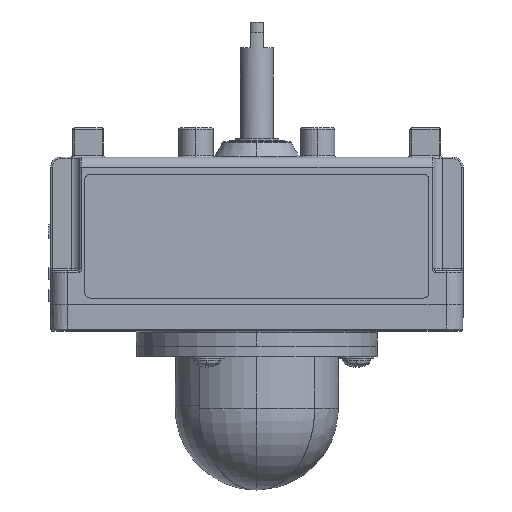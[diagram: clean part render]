
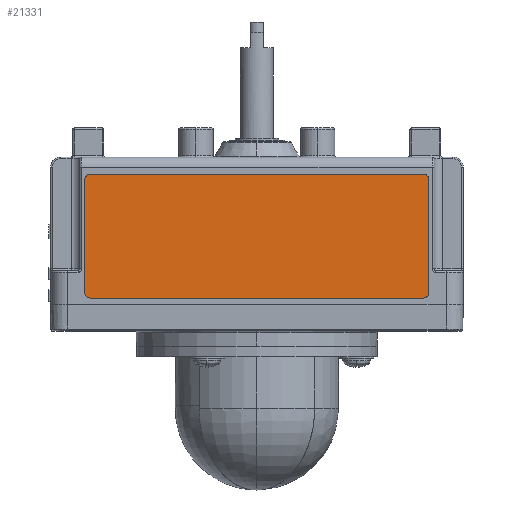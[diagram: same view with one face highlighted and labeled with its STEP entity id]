
A CAD part, top view. The second image highlights one B-rep face of the part: STEP entity #21331.
In plain terms, the highlighted planar face has unit normal (0, 0, 1).
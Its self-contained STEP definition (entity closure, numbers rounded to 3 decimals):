
#759 = EDGE_CURVE ( 'NONE', #32076, #7407, #1000, .T. ) ;
#1000 = CIRCLE ( 'NONE', #30618, 1.53 ) ;
#1487 = DIRECTION ( 'NONE',  ( 0., 0., 1. ) ) ;
#1550 = AXIS2_PLACEMENT_3D ( 'NONE', #7827, #26527, #10500 ) ;
#3435 = CARTESIAN_POINT ( 'NONE',  ( -72.533, 4., 35.543 ) ) ;
#3529 = EDGE_LOOP ( 'NONE', ( #12260, #12219, #26294, #29132, #10363, #8152, #27078, #25992 ) ) ;
#3918 = CARTESIAN_POINT ( 'NONE',  ( -72.533, 38.47, 35.543 ) ) ;
#5589 = CARTESIAN_POINT ( 'NONE',  ( -72.533, 40., 35.543 ) ) ;
#5941 = CARTESIAN_POINT ( 'NONE',  ( -72.533, 4., 35.543 ) ) ;
#5953 = DIRECTION ( 'NONE',  ( 0., -1., 0. ) ) ;
#6160 = CARTESIAN_POINT ( 'NONE',  ( -74.063, 38.47, 35.543 ) ) ;
#6263 = VERTEX_POINT ( 'NONE', #14290 ) ;
#6599 = DIRECTION ( 'NONE',  ( -1., 0., 0. ) ) ;
#7028 = DIRECTION ( 'NONE',  ( 0., 0., 1. ) ) ;
#7321 = CARTESIAN_POINT ( 'NONE',  ( 24.407, 4., 35.543 ) ) ;
#7407 = VERTEX_POINT ( 'NONE', #3435 ) ;
#7827 = CARTESIAN_POINT ( 'NONE',  ( 24.407, 5.53, 35.543 ) ) ;
#7924 = CIRCLE ( 'NONE', #11374, 1.53 ) ;
#8152 = ORIENTED_EDGE ( 'NONE', *, *, #29685, .T. ) ;
#8584 = VECTOR ( 'NONE', #5953, 1000. ) ;
#8606 = CARTESIAN_POINT ( 'NONE',  ( -74.063, 5.53, 35.543 ) ) ;
#8646 = CARTESIAN_POINT ( 'NONE',  ( -74.063, 5.53, 35.543 ) ) ;
#8834 = VECTOR ( 'NONE', #21585, 1000. ) ;
#10363 = ORIENTED_EDGE ( 'NONE', *, *, #27739, .T. ) ;
#10500 = DIRECTION ( 'NONE',  ( 1., 0., 0. ) ) ;
#11328 = LINE ( 'NONE', #5589, #8834 ) ;
#11374 = AXIS2_PLACEMENT_3D ( 'NONE', #17465, #1487, #20143 ) ;
#11682 = EDGE_CURVE ( 'NONE', #6263, #32125, #26078, .T. ) ;
#12219 = ORIENTED_EDGE ( 'NONE', *, *, #16594, .T. ) ;
#12260 = ORIENTED_EDGE ( 'NONE', *, *, #759, .T. ) ;
#13632 = VERTEX_POINT ( 'NONE', #25240 ) ;
#14290 = CARTESIAN_POINT ( 'NONE',  ( -72.533, 40., 35.543 ) ) ;
#14525 = PLANE ( 'NONE',  #16767 ) ;
#15356 = DIRECTION ( 'NONE',  ( 0., 1., 0. ) ) ;
#15494 = CIRCLE ( 'NONE', #1550, 1.53 ) ;
#16594 = EDGE_CURVE ( 'NONE', #7407, #25900, #33305, .T. ) ;
#16598 = VERTEX_POINT ( 'NONE', #21924 ) ;
#16767 = AXIS2_PLACEMENT_3D ( 'NONE', #19764, #33241, #17209 ) ;
#17209 = DIRECTION ( 'NONE',  ( -1., 0., 0. ) ) ;
#17465 = CARTESIAN_POINT ( 'NONE',  ( 24.407, 38.47, 35.543 ) ) ;
#19617 = VECTOR ( 'NONE', #15356, 1000. ) ;
#19764 = CARTESIAN_POINT ( 'NONE',  ( -72.533, 5.53, 35.543 ) ) ;
#19892 = VECTOR ( 'NONE', #24652, 1000. ) ;
#20039 = FACE_OUTER_BOUND ( 'NONE', #3529, .T. ) ;
#20143 = DIRECTION ( 'NONE',  ( -1., 0., 0. ) ) ;
#20470 = EDGE_CURVE ( 'NONE', #25900, #13632, #15494, .T. ) ;
#20727 = CARTESIAN_POINT ( 'NONE',  ( 25.937, 5.53, 35.543 ) ) ;
#21331 = ADVANCED_FACE ( 'NONE', ( #20039 ), #14525, .F. ) ;
#21339 = CARTESIAN_POINT ( 'NONE',  ( 24.407, 40., 35.543 ) ) ;
#21585 = DIRECTION ( 'NONE',  ( -1., 0., 0. ) ) ;
#21924 = CARTESIAN_POINT ( 'NONE',  ( 25.937, 38.47, 35.543 ) ) ;
#22605 = DIRECTION ( 'NONE',  ( 0., 0., 1. ) ) ;
#23049 = CARTESIAN_POINT ( 'NONE',  ( -72.533, 5.53, 35.543 ) ) ;
#24652 = DIRECTION ( 'NONE',  ( 1., 0., 0. ) ) ;
#25240 = CARTESIAN_POINT ( 'NONE',  ( 25.937, 5.53, 35.543 ) ) ;
#25729 = DIRECTION ( 'NONE',  ( -1., 0., 0. ) ) ;
#25900 = VERTEX_POINT ( 'NONE', #7321 ) ;
#25992 = ORIENTED_EDGE ( 'NONE', *, *, #32824, .T. ) ;
#26078 = CIRCLE ( 'NONE', #29465, 1.53 ) ;
#26294 = ORIENTED_EDGE ( 'NONE', *, *, #20470, .T. ) ;
#26527 = DIRECTION ( 'NONE',  ( 0., 0., 1. ) ) ;
#26762 = LINE ( 'NONE', #20727, #19617 ) ;
#27078 = ORIENTED_EDGE ( 'NONE', *, *, #11682, .T. ) ;
#27442 = VERTEX_POINT ( 'NONE', #21339 ) ;
#27739 = EDGE_CURVE ( 'NONE', #16598, #27442, #7924, .T. ) ;
#28494 = EDGE_CURVE ( 'NONE', #13632, #16598, #26762, .T. ) ;
#29073 = LINE ( 'NONE', #8646, #8584 ) ;
#29132 = ORIENTED_EDGE ( 'NONE', *, *, #28494, .T. ) ;
#29465 = AXIS2_PLACEMENT_3D ( 'NONE', #3918, #22605, #6599 ) ;
#29685 = EDGE_CURVE ( 'NONE', #27442, #6263, #11328, .T. ) ;
#30618 = AXIS2_PLACEMENT_3D ( 'NONE', #23049, #7028, #25729 ) ;
#32076 = VERTEX_POINT ( 'NONE', #8606 ) ;
#32125 = VERTEX_POINT ( 'NONE', #6160 ) ;
#32824 = EDGE_CURVE ( 'NONE', #32125, #32076, #29073, .T. ) ;
#33241 = DIRECTION ( 'NONE',  ( 0., 0., -1. ) ) ;
#33305 = LINE ( 'NONE', #5941, #19892 ) ;
